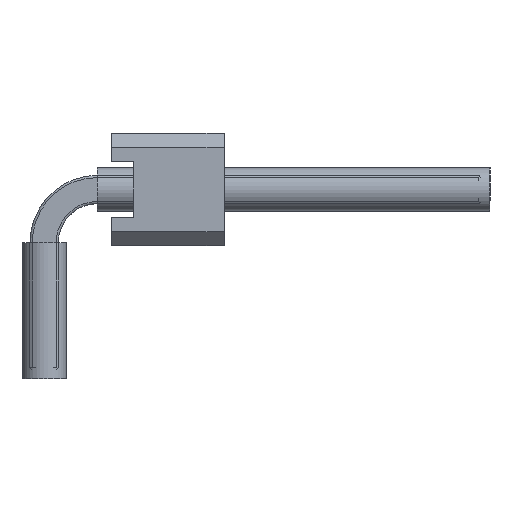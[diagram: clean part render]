
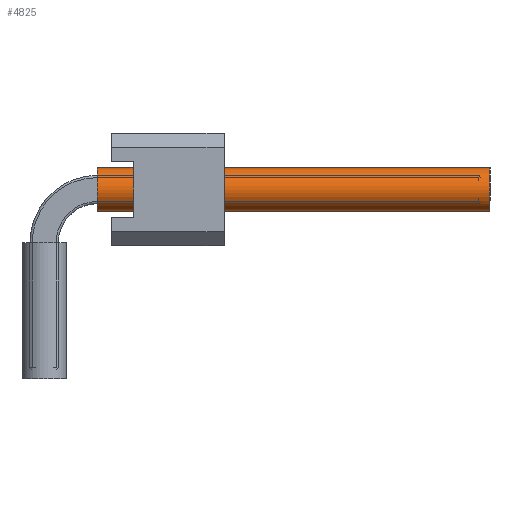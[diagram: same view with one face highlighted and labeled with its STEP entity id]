
A CAD part, left-side view. The second image highlights one B-rep face of the part: STEP entity #4825.
In plain terms, the highlighted cylindrical face has radius 0.5 mm (diameter 1 mm), a full revolution.
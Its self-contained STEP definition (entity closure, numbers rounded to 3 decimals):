
#2714=ORIENTED_EDGE('',*,*,#3400,.F.);
#2715=ORIENTED_EDGE('',*,*,#3401,.T.);
#3400=EDGE_CURVE('',#3856,#3856,#3988,.T.);
#3401=EDGE_CURVE('',#3857,#3857,#3989,.T.);
#3856=VERTEX_POINT('',#7982);
#3857=VERTEX_POINT('',#7984);
#3988=CIRCLE('',#5251,0.5);
#3989=CIRCLE('',#5252,0.5);
#4254=EDGE_LOOP('',(#2714));
#4255=EDGE_LOOP('',(#2715));
#4520=FACE_BOUND('',#4254,.T.);
#4521=FACE_BOUND('',#4255,.T.);
#4589=CYLINDRICAL_SURFACE('',#5250,0.5);
#4825=ADVANCED_FACE('',(#4520,#4521),#4589,.F.);
#5250=AXIS2_PLACEMENT_3D('',#7980,#6571,#6572);
#5251=AXIS2_PLACEMENT_3D('',#7981,#6573,#6574);
#5252=AXIS2_PLACEMENT_3D('',#7983,#6575,#6576);
#6571=DIRECTION('',(1.,0.,0.));
#6572=DIRECTION('',(0.,0.,-1.));
#6573=DIRECTION('',(-1.,0.,0.));
#6574=DIRECTION('',(0.,0.,1.));
#6575=DIRECTION('',(-1.,0.,0.));
#6576=DIRECTION('',(0.,0.,1.));
#7980=CARTESIAN_POINT('',(1.2,0.,4.27));
#7981=CARTESIAN_POINT('',(10.06,0.,4.27));
#7982=CARTESIAN_POINT('',(10.06,0.,4.77));
#7983=CARTESIAN_POINT('',(1.2,0.,4.27));
#7984=CARTESIAN_POINT('',(1.2,0.,4.77));
